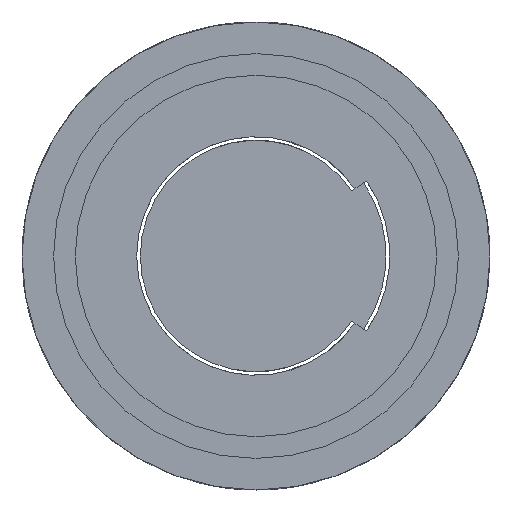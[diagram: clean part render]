
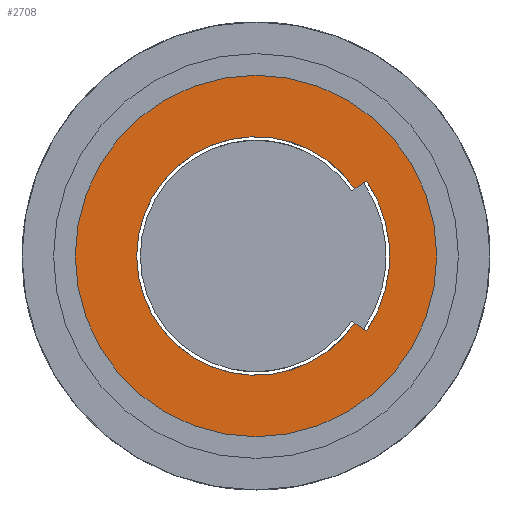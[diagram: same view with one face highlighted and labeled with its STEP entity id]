
A CAD part, front view. The second image highlights one B-rep face of the part: STEP entity #2708.
In plain terms, the highlighted planar face has unit normal (0, -1, 0).
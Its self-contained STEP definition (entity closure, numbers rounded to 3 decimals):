
#131=FACE_BOUND('',#813,.T.);
#195=LINE('',#4062,#419);
#199=LINE('',#4071,#423);
#419=VECTOR('',#3249,10.);
#423=VECTOR('',#3259,10.);
#646=FACE_OUTER_BOUND('',#812,.T.);
#812=EDGE_LOOP('',(#1860));
#813=EDGE_LOOP('',(#1861,#1862,#1863,#1864));
#1022=CIRCLE('',#2917,9.25);
#1023=CIRCLE('',#2920,8.25);
#1024=CIRCLE('',#2922,12.5);
#1156=VERTEX_POINT('',#4060);
#1157=VERTEX_POINT('',#4061);
#1158=VERTEX_POINT('',#4066);
#1159=VERTEX_POINT('',#4070);
#1160=VERTEX_POINT('',#4076);
#1430=EDGE_CURVE('',#1156,#1157,#195,.T.);
#1433=EDGE_CURVE('',#1157,#1158,#1022,.T.);
#1435=EDGE_CURVE('',#1158,#1159,#199,.T.);
#1437=EDGE_CURVE('',#1159,#1156,#1023,.T.);
#1439=EDGE_CURVE('',#1160,#1160,#1024,.T.);
#1860=ORIENTED_EDGE('',*,*,#1439,.T.);
#1861=ORIENTED_EDGE('',*,*,#1437,.T.);
#1862=ORIENTED_EDGE('',*,*,#1430,.T.);
#1863=ORIENTED_EDGE('',*,*,#1433,.T.);
#1864=ORIENTED_EDGE('',*,*,#1435,.T.);
#2591=PLANE('',#2923);
#2708=ADVANCED_FACE('',(#646,#131),#2591,.T.);
#2917=AXIS2_PLACEMENT_3D('',#4067,#3254,#3255);
#2920=AXIS2_PLACEMENT_3D('',#4074,#3263,#3264);
#2922=AXIS2_PLACEMENT_3D('',#4078,#3268,#3269);
#2923=AXIS2_PLACEMENT_3D('',#4079,#3270,#3271);
#3249=DIRECTION('',(0.829,0.,0.559));
#3254=DIRECTION('center_axis',(0.,1.,0.));
#3255=DIRECTION('ref_axis',(1.,0.,0.));
#3259=DIRECTION('',(-0.829,0.,0.559));
#3263=DIRECTION('center_axis',(0.,1.,0.));
#3264=DIRECTION('ref_axis',(1.,0.,0.));
#3268=DIRECTION('center_axis',(0.,-1.,0.));
#3269=DIRECTION('ref_axis',(1.,0.,0.));
#3270=DIRECTION('center_axis',(0.,-1.,0.));
#3271=DIRECTION('ref_axis',(1.,0.,0.));
#4060=CARTESIAN_POINT('',(356.84,208.,4.613));
#4061=CARTESIAN_POINT('',(357.669,208.,5.173));
#4062=CARTESIAN_POINT('',(350.,208.,0.));
#4066=CARTESIAN_POINT('',(357.669,208.,-5.173));
#4067=CARTESIAN_POINT('Origin',(350.,208.,0.));
#4070=CARTESIAN_POINT('',(356.84,208.,-4.613));
#4071=CARTESIAN_POINT('',(350.,208.,0.));
#4074=CARTESIAN_POINT('Origin',(350.,208.,0.));
#4076=CARTESIAN_POINT('',(337.5,208.,0.));
#4078=CARTESIAN_POINT('Origin',(350.,208.,0.));
#4079=CARTESIAN_POINT('Origin',(350.,208.,0.));
